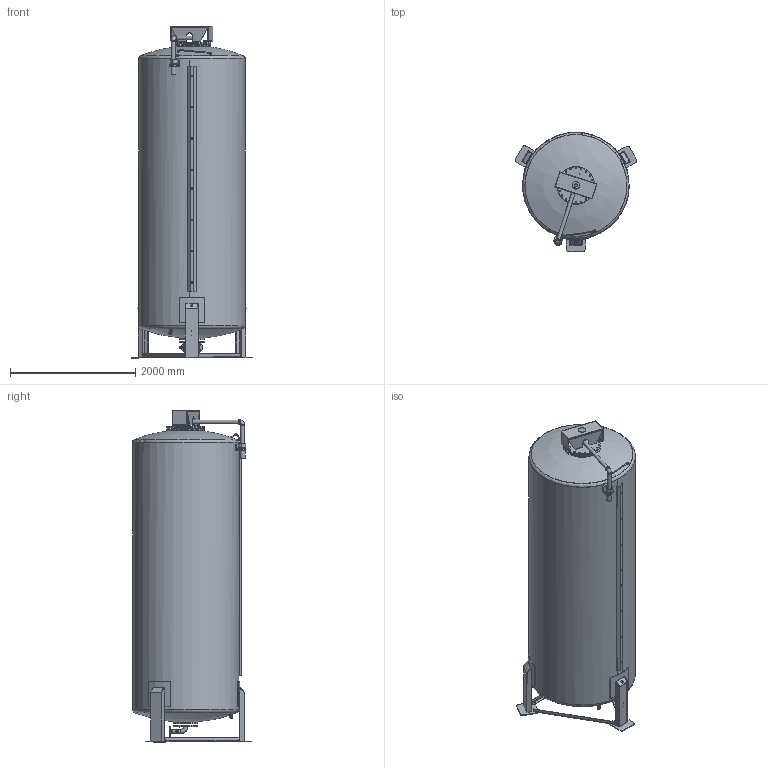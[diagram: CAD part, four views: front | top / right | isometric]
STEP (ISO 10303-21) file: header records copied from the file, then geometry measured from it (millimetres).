
FILE_DESCRIPTION((''),'2;1');
FILE_NAME('EG(Z) 10000M.stp','2012-06-11T11:39:24',('Walder'),(''),'Autodesk Inventor 11','Autodesk Inventor 11','');
FILE_SCHEMA(('AUTOMOTIVE_DESIGN { 1 0 10303 214 1 1 1 1 }'));
Length unit declared in the file: millimetre
Products named in the file (1): EG(Z) 10000M
Bounding box: 1938.51 x 1898.98 x 5298.57 mm (x, y, z)
Volume: 174857310.9 mm3; surface area: 62929166.8 mm2
Topology: 19 solids, 19 shells, 1114 faces, 2933 edges, 1930 vertices
Faces by surface type: plane 588, cylinder 308, bspline 145, cone 46, torus 27
Full cylindrical faces by diameter (mm): 1.983 x2, 3 x20, 5 x2, 6 x2, 7 x2, 8 x4, 8.1 x2, 8.4 x1, 11 x2, 11.63 x2, 12 x2, 15 x8, 15.75 x4, 16 x1, 17 x1, 17.5 x1, 18 x8, 18.631 x1, 19 x2, 20 x1, 20.955 x1, 21 x2, 22 x3, 22.5 x2, 24.117 x1, 24.5 x2, 26.441 x3, 26.9 x1, 30.25 x2, 32 x3
Entity records: 49265 total; most frequent: CARTESIAN_POINT 23431, DIRECTION 5213, ORIENTED_EDGE 4960, EDGE_CURVE 2480, AXIS2_PLACEMENT_3D 1955, VERTEX_POINT 1773, EDGE_LOOP 1771, VECTOR 1303
